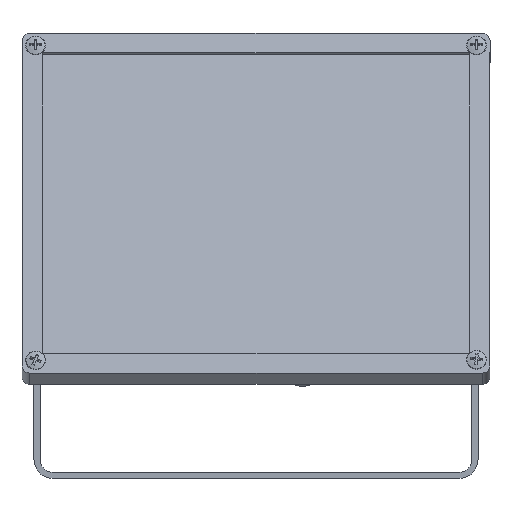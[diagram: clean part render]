
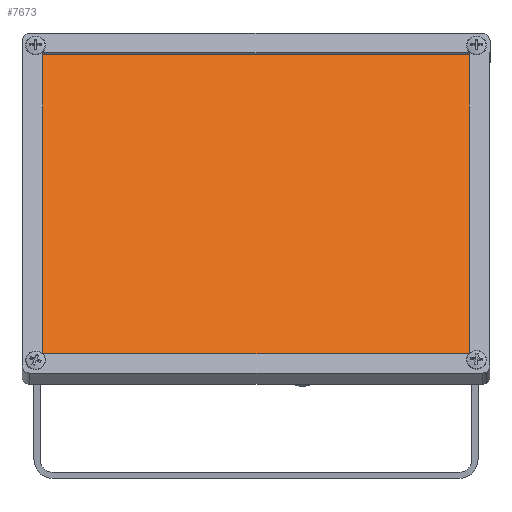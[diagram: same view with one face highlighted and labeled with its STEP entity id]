
A CAD part, front view. The second image highlights one B-rep face of the part: STEP entity #7673.
In plain terms, the highlighted face is planar.
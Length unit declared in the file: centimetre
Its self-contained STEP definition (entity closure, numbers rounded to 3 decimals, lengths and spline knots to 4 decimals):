
#613=PLANE('',#8318);
#996=FACE_OUTER_BOUND('',#1484,.T.);
#1484=EDGE_LOOP('',(#6605,#6606,#6607,#6608));
#2189=LINE('',#14138,#2907);
#2193=LINE('',#14146,#2911);
#2196=LINE('',#14152,#2914);
#2199=LINE('',#14157,#2917);
#2907=VECTOR('',#10040,12.6265);
#2911=VECTOR('',#10046,16.6265);
#2914=VECTOR('',#10051,12.6265);
#2917=VECTOR('',#10056,16.6265);
#3824=VERTEX_POINT('',#14136);
#3825=VERTEX_POINT('',#14137);
#3828=VERTEX_POINT('',#14145);
#3830=VERTEX_POINT('',#14151);
#4781=EDGE_CURVE('',#3824,#3825,#2189,.T.);
#4785=EDGE_CURVE('',#3825,#3828,#2193,.T.);
#4788=EDGE_CURVE('',#3828,#3830,#2196,.T.);
#4791=EDGE_CURVE('',#3830,#3824,#2199,.T.);
#6605=ORIENTED_EDGE('',*,*,#4791,.T.);
#6606=ORIENTED_EDGE('',*,*,#4781,.T.);
#6607=ORIENTED_EDGE('',*,*,#4785,.T.);
#6608=ORIENTED_EDGE('',*,*,#4788,.T.);
#7673=ADVANCED_FACE('',(#996),#613,.F.);
#8318=AXIS2_PLACEMENT_3D('',#14160,#10060,#10061);
#10040=DIRECTION('',(0.,0.,1.));
#10046=DIRECTION('',(-1.,0.,0.));
#10051=DIRECTION('',(0.,0.,-1.));
#10056=DIRECTION('',(1.,0.,0.));
#10060=DIRECTION('center_axis',(0.,1.,0.));
#10061=DIRECTION('ref_axis',(-1.,0.,0.));
#14136=CARTESIAN_POINT('',(8.3632,-0.02,-6.3632));
#14137=CARTESIAN_POINT('',(8.3632,-0.02,6.2632));
#14138=CARTESIAN_POINT('',(8.3632,-0.02,-6.3632));
#14145=CARTESIAN_POINT('',(-8.2632,-0.02,6.2632));
#14146=CARTESIAN_POINT('',(8.3632,-0.02,6.2632));
#14151=CARTESIAN_POINT('',(-8.2632,-0.02,-6.3632));
#14152=CARTESIAN_POINT('',(-8.2632,-0.02,6.2632));
#14157=CARTESIAN_POINT('',(-8.2632,-0.02,-6.3632));
#14160=CARTESIAN_POINT('Origin',(0.05,-0.02,
-0.05));
